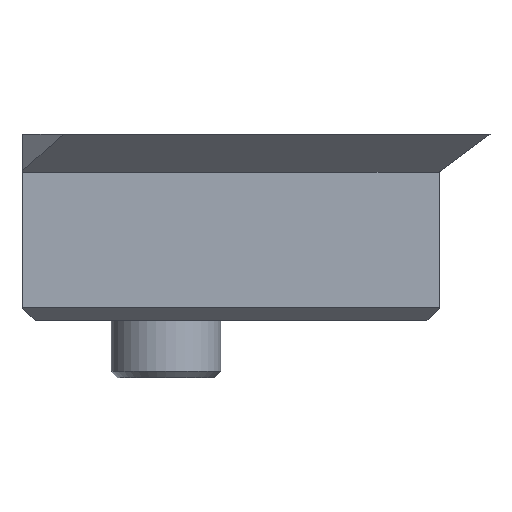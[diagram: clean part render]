
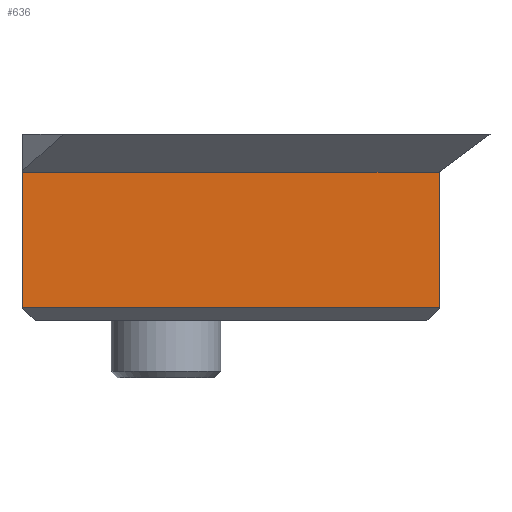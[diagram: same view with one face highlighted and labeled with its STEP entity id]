
A CAD part, top view. The second image highlights one B-rep face of the part: STEP entity #636.
In plain terms, the highlighted planar face has unit normal (0, 0, 1).
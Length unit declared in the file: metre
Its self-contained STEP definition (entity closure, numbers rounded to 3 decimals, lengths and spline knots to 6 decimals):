
#49=LINE('',#966,#129);
#53=LINE('',#974,#133);
#54=LINE('',#977,#134);
#55=LINE('',#979,#135);
#56=LINE('',#981,#136);
#57=LINE('',#982,#137);
#129=VECTOR('',#786,1.);
#133=VECTOR('',#794,1.);
#134=VECTOR('',#795,1.);
#135=VECTOR('',#796,1.);
#136=VECTOR('',#797,1.);
#137=VECTOR('',#798,1.);
#234=ORIENTED_EDGE('',*,*,#394,.F.);
#235=ORIENTED_EDGE('',*,*,#395,.T.);
#236=ORIENTED_EDGE('',*,*,#396,.T.);
#237=ORIENTED_EDGE('',*,*,#397,.F.);
#238=ORIENTED_EDGE('',*,*,#390,.T.);
#239=ORIENTED_EDGE('',*,*,#398,.T.);
#390=EDGE_CURVE('',#443,#465,#49,.T.);
#394=EDGE_CURVE('',#469,#470,#53,.T.);
#395=EDGE_CURVE('',#469,#471,#54,.T.);
#396=EDGE_CURVE('',#471,#472,#55,.T.);
#397=EDGE_CURVE('',#443,#472,#56,.T.);
#398=EDGE_CURVE('',#465,#470,#57,.T.);
#443=VERTEX_POINT('',#898);
#465=VERTEX_POINT('',#960);
#469=VERTEX_POINT('',#975);
#470=VERTEX_POINT('',#976);
#471=VERTEX_POINT('',#978);
#472=VERTEX_POINT('',#980);
#518=EDGE_LOOP('',(#234,#235,#236,#237,#238,#239));
#562=FACE_BOUND('',#518,.T.);
#602=PLANE('',#688);
#636=ADVANCED_FACE('',(#562),#602,.T.);
#688=AXIS2_PLACEMENT_3D('',#973,#792,#793);
#786=DIRECTION('',(1.,0.,0.));
#792=DIRECTION('',(0.,0.,1.));
#793=DIRECTION('',(-1.,0.,0.));
#794=DIRECTION('',(1.,0.,0.));
#795=DIRECTION('',(0.,-1.,0.));
#796=DIRECTION('',(-1.,0.,0.));
#797=DIRECTION('',(0.,1.,0.));
#798=DIRECTION('',(0.,1.,0.));
#898=CARTESIAN_POINT('',(-0.049534,-0.02124,-0.025336));
#960=CARTESIAN_POINT('',(-0.016534,-0.02124,-0.025336));
#966=CARTESIAN_POINT('',(-0.033034,-0.02124,-0.025336));
#973=CARTESIAN_POINT('',(-0.033034,-0.02024,-0.025336));
#974=CARTESIAN_POINT('',(-0.033034,-0.0075,-0.025336));
#975=CARTESIAN_POINT('',(-0.016577,-0.0075,-0.025336));
#976=CARTESIAN_POINT('',(-0.016534,-0.0075,-0.025336));
#977=CARTESIAN_POINT('',(-0.016577,-0.01874,-0.025336));
#978=CARTESIAN_POINT('',(-0.016577,-0.0105,-0.025336));
#979=CARTESIAN_POINT('',(-0.049534,-0.0105,-0.025336));
#980=CARTESIAN_POINT('',(-0.049534,-0.0105,-0.025336));
#981=CARTESIAN_POINT('',(-0.049534,-0.02024,-0.025336));
#982=CARTESIAN_POINT('',(-0.016534,-0.02024,-0.025336));
